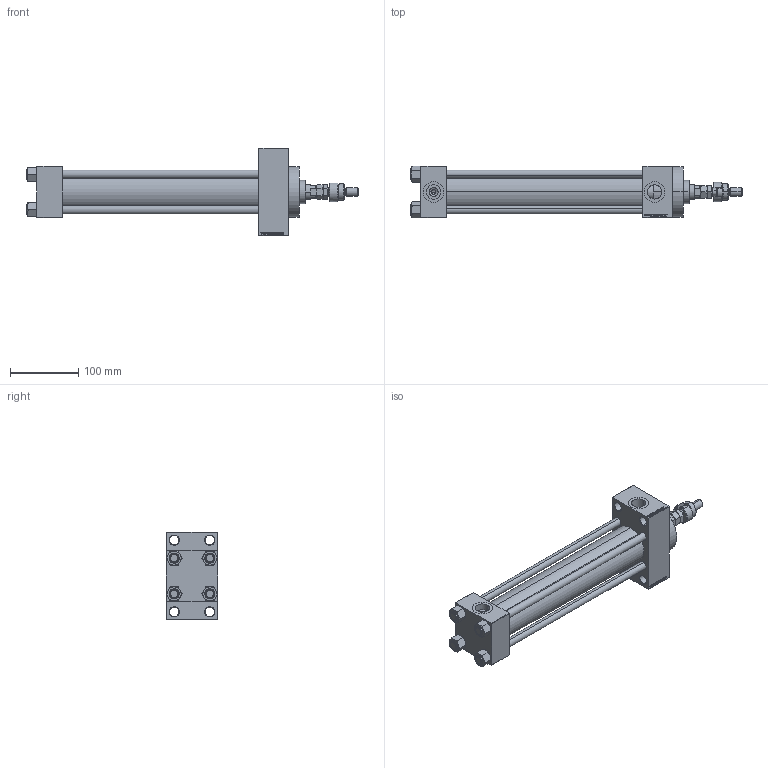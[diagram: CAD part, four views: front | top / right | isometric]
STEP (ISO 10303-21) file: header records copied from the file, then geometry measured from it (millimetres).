
FILE_DESCRIPTION (( 'STEP AP203' ), '1' );
FILE_NAME ('9168.STEP', '2023-08-23T10:51:55', ( '' ), ( '' ), 'SwSTEP 2.0', 'SolidWorks 2019', '' );
FILE_SCHEMA (( 'CONFIG_CONTROL_DESIGN' ));
Length unit declared in the file: millimetre
Products named in the file (9): 9168; V215_VC_A ee6533cea4a82766de1696b724160c71; DFA ee6533cea4a82766de1696b724160c71; MFA ee6533cea4a82766de1696b724160c71; FEMALE_PART_FOR_DFA ee6533cea4a82766de1696b724160c71; V215CR_VCP_D ee6533cea4a82766de1696b724160c71; V215CR_D_TYCINKA ee6533cea4a82766de1696b724160c71; NUT_M5_D ee6533cea4a82766de1696b724160c71; V215CR_D_Body ee6533cea4a82766de1696b724160c71
Assembly tree (14 placements, depth 3):
  9168
    V215CR_D_Body ee6533cea4a82766de1696b724160c71
    V215CR_VCP_D ee6533cea4a82766de1696b724160c71
    NUT_M5_D ee6533cea4a82766de1696b724160c71  x4
    V215CR_D_TYCINKA ee6533cea4a82766de1696b724160c71  x4
    V215_VC_A ee6533cea4a82766de1696b724160c71
    DFA ee6533cea4a82766de1696b724160c71
      FEMALE_PART_FOR_DFA ee6533cea4a82766de1696b724160c71
      MFA ee6533cea4a82766de1696b724160c71
Bounding box: 486 x 75.54 x 128 mm (x, y, z)
Volume: 1121766.1 mm3; surface area: 300980.2 mm2
Topology: 13 solids, 13 shells, 1188 faces, 2933 edges, 1885 vertices
Faces by surface type: plane 525, bspline 368, cone 182, cylinder 101, torus 12
Entity records: 50024 total; most frequent: CARTESIAN_POINT 25793, ORIENTED_EDGE 5358, DIRECTION 3567, EDGE_CURVE 2679, VERTEX_POINT 1741, VECTOR 1561, LINE 1561, EDGE_LOOP 1202
